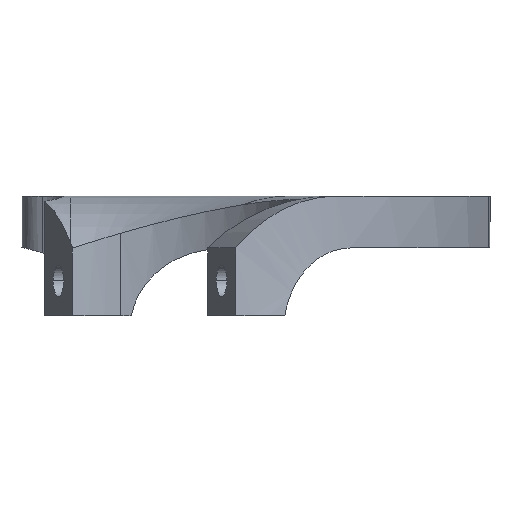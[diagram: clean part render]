
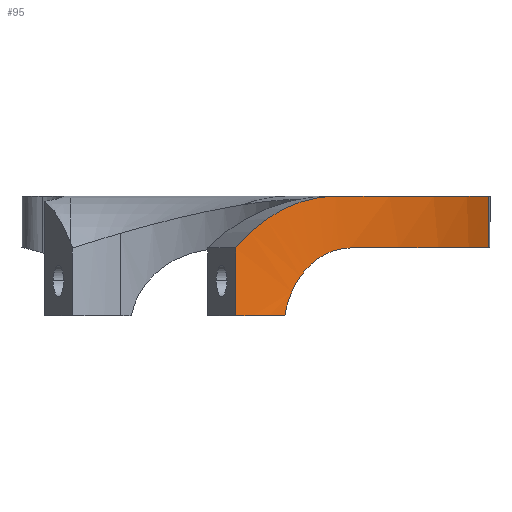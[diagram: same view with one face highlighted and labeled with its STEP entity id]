
A CAD part, left-side view. The second image highlights one B-rep face of the part: STEP entity #95.
In plain terms, the highlighted cylindrical face has radius 82.55 mm (diameter 165.1 mm), a partial arc.
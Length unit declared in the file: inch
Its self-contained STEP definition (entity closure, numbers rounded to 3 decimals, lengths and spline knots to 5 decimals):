
#10 = VERTEX_POINT ( 'NONE', #610 ) ;
#64 = EDGE_LOOP ( 'NONE', ( #1770, #1272, #499, #197, #1573, #1446, #1092 ) ) ;
#68 = CARTESIAN_POINT ( 'NONE',  ( -3.51891, 0.28987, -0.00898 ) ) ;
#69 = CARTESIAN_POINT ( 'NONE',  ( -3.52133, 0.29313, 0.315 ) ) ;
#78 = VECTOR ( 'NONE', #957, 39.37008 ) ;
#85 = VERTEX_POINT ( 'NONE', #1235 ) ;
#95 = ADVANCED_FACE ( 'NONE', ( #420 ), #1992, .T. ) ;
#151 = CARTESIAN_POINT ( 'NONE',  ( -3.7629, 0.57415, -0.29551 ) ) ;
#161 = CARTESIAN_POINT ( 'NONE',  ( -3.68507, 0.47624, 0.28926 ) ) ;
#165 = CARTESIAN_POINT ( 'NONE',  ( -1.18058, 2.54776, -0.413 ) ) ;
#167 = CARTESIAN_POINT ( 'NONE',  ( -3.57088, 0.34457, 0.315 ) ) ;
#195 = DIRECTION ( 'NONE',  ( 0., 0., 1. ) ) ;
#197 = ORIENTED_EDGE ( 'NONE', *, *, #1497, .T. ) ;
#225 = EDGE_CURVE ( 'NONE', #931, #85, #1894, .T. ) ;
#287 = CARTESIAN_POINT ( 'NONE',  ( -3.74916, 0.55649, 0.26084 ) ) ;
#303 = B_SPLINE_CURVE_WITH_KNOTS ( 'NONE', 3,
 ( #1616, #1160, #68, #371, #829, #627, #1545, #151, #687, #1623 ),
 .UNSPECIFIED., .F., .F.,
 ( 4, 2, 2, 2, 4 ),
 ( 0., 0.25, 0.5, 0.75, 1. ),
 .UNSPECIFIED. ) ;
#318 = CARTESIAN_POINT ( 'NONE',  ( -3.70686, 0.50287, 0.28112 ) ) ;
#319 = DIRECTION ( 'NONE',  ( 1., 0., 0. ) ) ;
#338 = EDGE_CURVE ( 'NONE', #85, #10, #1319, .T. ) ;
#371 = CARTESIAN_POINT ( 'NONE',  ( -3.59796, 0.37472, -0.04583 ) ) ;
#395 = AXIS2_PLACEMENT_3D ( 'NONE', #165, #1253, #319 ) ;
#420 = FACE_OUTER_BOUND ( 'NONE', #64, .T. ) ;
#467 = CARTESIAN_POINT ( 'NONE',  ( -1.82117, -0.63848, -0.049 ) ) ;
#499 = ORIENTED_EDGE ( 'NONE', *, *, #1027, .F. ) ;
#500 = CARTESIAN_POINT ( 'NONE',  ( -3.98257, 0.90114, -0.413 ) ) ;
#504 = CARTESIAN_POINT ( 'NONE',  ( -3.43234, 0.20425, 0. ) ) ;
#505 = CARTESIAN_POINT ( 'NONE',  ( -3.98257, 0.90114, -0.049 ) ) ;
#509 = VECTOR ( 'NONE', #195, 39.37008 ) ;
#511 = DIRECTION ( 'NONE',  ( 0., 0., 1. ) ) ;
#570 = LINE ( 'NONE', #505, #509 ) ;
#599 = VERTEX_POINT ( 'NONE', #1101 ) ;
#607 = CARTESIAN_POINT ( 'NONE',  ( -3.91245, 0.78701, 0.11771 ) ) ;
#610 = CARTESIAN_POINT ( 'NONE',  ( -1.82117, -0.63848, 0. ) ) ;
#619 = EDGE_CURVE ( 'NONE', #931, #1031, #1386, .T. ) ;
#624 = DIRECTION ( 'NONE',  ( 1., 0., 0. ) ) ;
#627 = CARTESIAN_POINT ( 'NONE',  ( -3.6969, 0.49034, -0.14705 ) ) ;
#641 = AXIS2_PLACEMENT_3D ( 'NONE', #789, #1897, #940 ) ;
#687 = CARTESIAN_POINT ( 'NONE',  ( -3.77644, 0.59223, -0.35317 ) ) ;
#735 = AXIS2_PLACEMENT_3D ( 'NONE', #1430, #511, #935 ) ;
#770 = CARTESIAN_POINT ( 'NONE',  ( -3.76965, 0.5832, 0.24919 ) ) ;
#789 = CARTESIAN_POINT ( 'NONE',  ( -1.18058, 2.54776, 0. ) ) ;
#829 = CARTESIAN_POINT ( 'NONE',  ( -3.6343, 0.41607, -0.07375 ) ) ;
#921 = CARTESIAN_POINT ( 'NONE',  ( -3.98257, 0.90114, 0. ) ) ;
#923 = CARTESIAN_POINT ( 'NONE',  ( -1.18058, 2.54776, -0.413 ) ) ;
#931 = VERTEX_POINT ( 'NONE', #69 ) ;
#935 = DIRECTION ( 'NONE',  ( 1., 0., 0. ) ) ;
#940 = DIRECTION ( 'NONE',  ( 1., 0., 0. ) ) ;
#942 = AXIS2_PLACEMENT_3D ( 'NONE', #923, #1880, #624 ) ;
#957 = DIRECTION ( 'NONE',  ( 0., 0., -1. ) ) ;
#998 = EDGE_CURVE ( 'NONE', #1004, #599, #303, .T. ) ;
#1004 = VERTEX_POINT ( 'NONE', #504 ) ;
#1027 = EDGE_CURVE ( 'NONE', #1649, #1031, #570, .T. ) ;
#1031 = VERTEX_POINT ( 'NONE', #1478 ) ;
#1092 = ORIENTED_EDGE ( 'NONE', *, *, #338, .F. ) ;
#1101 = CARTESIAN_POINT ( 'NONE',  ( -3.78306, 0.60107, -0.413 ) ) ;
#1160 = CARTESIAN_POINT ( 'NONE',  ( -3.47621, 0.2464, 0. ) ) ;
#1235 = CARTESIAN_POINT ( 'NONE',  ( -1.82117, -0.63848, 0.315 ) ) ;
#1253 = DIRECTION ( 'NONE',  ( 0., 0., 1. ) ) ;
#1272 = ORIENTED_EDGE ( 'NONE', *, *, #619, .T. ) ;
#1319 = LINE ( 'NONE', #467, #78 ) ;
#1386 = B_SPLINE_CURVE_WITH_KNOTS ( 'NONE', 3,
 ( #1530, #167, #1419, #161, #318, #1412, #287, #770, #1719, #1629, #1405, #607, #1710, #2030, #1999, #921 ),
 .UNSPECIFIED., .F., .F.,
 ( 4, 2, 2, 2, 2, 2, 2, 4 ),
 ( 0., 0.00537, 0.00806, 0.0094, 0.01074, 0.01611, 0.0188, 0.02148 ),
 .UNSPECIFIED. ) ;
#1393 = CIRCLE ( 'NONE', #641, 3.25 ) ;
#1405 = CARTESIAN_POINT ( 'NONE',  ( -3.86405, 0.71339, 0.17697 ) ) ;
#1412 = CARTESIAN_POINT ( 'NONE',  ( -3.73867, 0.54303, 0.26625 ) ) ;
#1419 = CARTESIAN_POINT ( 'NONE',  ( -3.61796, 0.39684, 0.30868 ) ) ;
#1430 = CARTESIAN_POINT ( 'NONE',  ( -1.18058, 2.54776, 0.315 ) ) ;
#1446 = ORIENTED_EDGE ( 'NONE', *, *, #1524, .F. ) ;
#1478 = CARTESIAN_POINT ( 'NONE',  ( -3.98257, 0.90114, 0. ) ) ;
#1493 = CIRCLE ( 'NONE', #395, 3.25 ) ;
#1497 = EDGE_CURVE ( 'NONE', #1649, #599, #1493, .T. ) ;
#1524 = EDGE_CURVE ( 'NONE', #10, #1004, #1393, .T. ) ;
#1530 = CARTESIAN_POINT ( 'NONE',  ( -3.52133, 0.29313, 0.315 ) ) ;
#1545 = CARTESIAN_POINT ( 'NONE',  ( -3.72313, 0.52317, -0.19243 ) ) ;
#1573 = ORIENTED_EDGE ( 'NONE', *, *, #998, .F. ) ;
#1616 = CARTESIAN_POINT ( 'NONE',  ( -3.43234, 0.20425, 0. ) ) ;
#1623 = CARTESIAN_POINT ( 'NONE',  ( -3.78306, 0.60107, -0.413 ) ) ;
#1629 = CARTESIAN_POINT ( 'NONE',  ( -3.82855, 0.66228, 0.20984 ) ) ;
#1649 = VERTEX_POINT ( 'NONE', #500 ) ;
#1710 = CARTESIAN_POINT ( 'NONE',  ( -3.92784, 0.81116, 0.09617 ) ) ;
#1719 = CARTESIAN_POINT ( 'NONE',  ( -3.77966, 0.59646, 0.24297 ) ) ;
#1770 = ORIENTED_EDGE ( 'NONE', *, *, #225, .F. ) ;
#1880 = DIRECTION ( 'NONE',  ( 0., 0., 1. ) ) ;
#1894 = CIRCLE ( 'NONE', #735, 3.25 ) ;
#1897 = DIRECTION ( 'NONE',  ( 0., 0., -1. ) ) ;
#1992 = CYLINDRICAL_SURFACE ( 'NONE', #942, 3.25 ) ;
#1999 = CARTESIAN_POINT ( 'NONE',  ( -3.97005, 0.87984, 0.02584 ) ) ;
#2030 = CARTESIAN_POINT ( 'NONE',  ( -3.95662, 0.85755, 0.05023 ) ) ;
